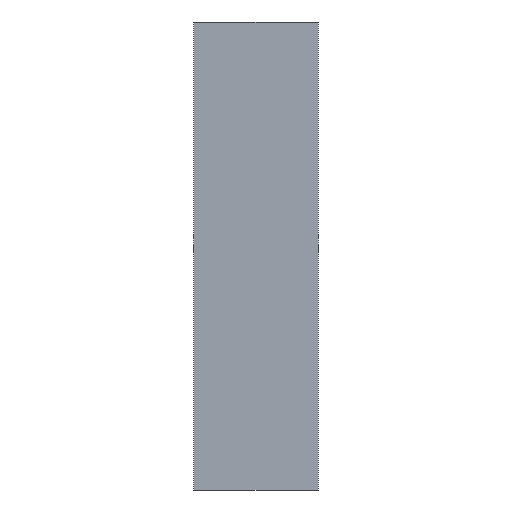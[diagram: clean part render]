
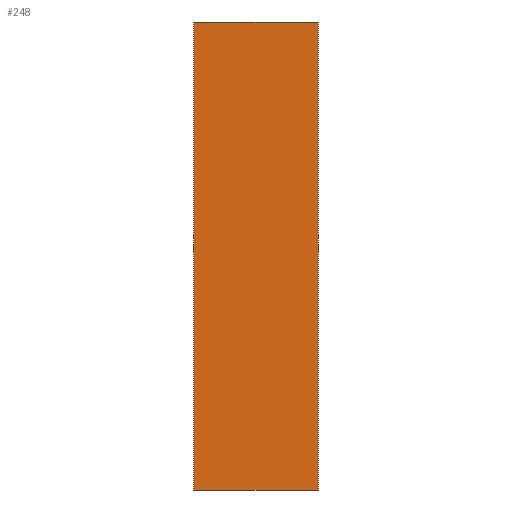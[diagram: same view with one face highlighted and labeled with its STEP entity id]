
A CAD part, left-side view. The second image highlights one B-rep face of the part: STEP entity #248.
In plain terms, the highlighted planar face has unit normal (-1, 0, 0).
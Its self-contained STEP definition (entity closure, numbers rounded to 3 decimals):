
#6 = ORIENTED_EDGE ( 'NONE', *, *, #54, .F. ) ;
#21 = ORIENTED_EDGE ( 'NONE', *, *, #256, .T. ) ;
#27 = DIRECTION ( 'NONE',  ( 0., 0., -1. ) ) ;
#54 = EDGE_CURVE ( 'NONE', #310, #184, #222, .T. ) ;
#63 = LINE ( 'NONE', #139, #320 ) ;
#81 = CARTESIAN_POINT ( 'NONE',  ( -50., -50., 187.5 ) ) ;
#94 = CARTESIAN_POINT ( 'NONE',  ( -50., -50., -187.5 ) ) ;
#117 = CARTESIAN_POINT ( 'NONE',  ( -50., -50., 187.5 ) ) ;
#138 = CARTESIAN_POINT ( 'NONE',  ( -50., 50., -187.5 ) ) ;
#139 = CARTESIAN_POINT ( 'NONE',  ( -50., 50., 187.5 ) ) ;
#168 = CARTESIAN_POINT ( 'NONE',  ( -50., -50., -187.5 ) ) ;
#170 = DIRECTION ( 'NONE',  ( 0., 0., -1. ) ) ;
#171 = PLANE ( 'NONE',  #302 ) ;
#175 = CARTESIAN_POINT ( 'NONE',  ( -50., -50., 187.5 ) ) ;
#179 = DIRECTION ( 'NONE',  ( 0., 0., -1. ) ) ;
#184 = VERTEX_POINT ( 'NONE', #81 ) ;
#205 = VECTOR ( 'NONE', #292, 1000. ) ;
#210 = EDGE_LOOP ( 'NONE', ( #229, #358, #6, #21 ) ) ;
#222 = LINE ( 'NONE', #281, #330 ) ;
#229 = ORIENTED_EDGE ( 'NONE', *, *, #273, .T. ) ;
#231 = CARTESIAN_POINT ( 'NONE',  ( -50., 50., 187.5 ) ) ;
#248 = ADVANCED_FACE ( 'NONE', ( #373 ), #171, .F. ) ;
#255 = VECTOR ( 'NONE', #179, 1000. ) ;
#256 = EDGE_CURVE ( 'NONE', #310, #259, #63, .T. ) ;
#259 = VERTEX_POINT ( 'NONE', #138 ) ;
#273 = EDGE_CURVE ( 'NONE', #259, #350, #299, .T. ) ;
#281 = CARTESIAN_POINT ( 'NONE',  ( -50., -50., 187.5 ) ) ;
#285 = DIRECTION ( 'NONE',  ( 0., -1., 0. ) ) ;
#292 = DIRECTION ( 'NONE',  ( 0., -1., 0. ) ) ;
#299 = LINE ( 'NONE', #168, #205 ) ;
#302 = AXIS2_PLACEMENT_3D ( 'NONE', #117, #315, #170 ) ;
#310 = VERTEX_POINT ( 'NONE', #231 ) ;
#315 = DIRECTION ( 'NONE',  ( 1., 0., 0. ) ) ;
#320 = VECTOR ( 'NONE', #27, 1000. ) ;
#325 = LINE ( 'NONE', #175, #255 ) ;
#330 = VECTOR ( 'NONE', #285, 1000. ) ;
#350 = VERTEX_POINT ( 'NONE', #94 ) ;
#352 = EDGE_CURVE ( 'NONE', #184, #350, #325, .T. ) ;
#358 = ORIENTED_EDGE ( 'NONE', *, *, #352, .F. ) ;
#373 = FACE_OUTER_BOUND ( 'NONE', #210, .T. ) ;
